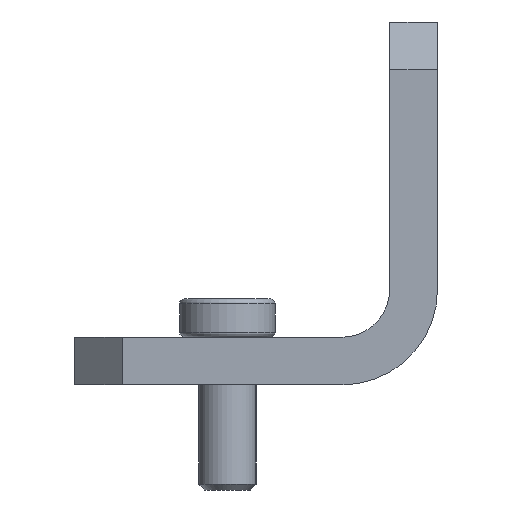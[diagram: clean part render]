
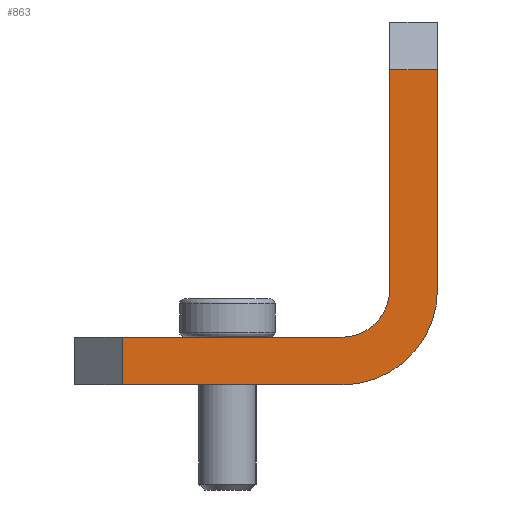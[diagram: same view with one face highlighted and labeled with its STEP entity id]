
A CAD part, left-side view. The second image highlights one B-rep face of the part: STEP entity #863.
In plain terms, the highlighted planar face has unit normal (-1, 0, 0).
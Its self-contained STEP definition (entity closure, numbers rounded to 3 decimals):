
#102=CIRCLE('',#947,5.);
#103=CIRCLE('',#948,10.);
#147=ORIENTED_EDGE('',*,*,#369,.F.);
#148=ORIENTED_EDGE('',*,*,#370,.F.);
#149=ORIENTED_EDGE('',*,*,#371,.T.);
#150=ORIENTED_EDGE('',*,*,#372,.F.);
#151=ORIENTED_EDGE('',*,*,#373,.T.);
#152=ORIENTED_EDGE('',*,*,#374,.F.);
#153=ORIENTED_EDGE('',*,*,#375,.F.);
#154=ORIENTED_EDGE('',*,*,#376,.F.);
#369=EDGE_CURVE('',#480,#481,#552,.T.);
#370=EDGE_CURVE('',#482,#480,#553,.T.);
#371=EDGE_CURVE('',#482,#483,#102,.T.);
#372=EDGE_CURVE('',#484,#483,#554,.T.);
#373=EDGE_CURVE('',#484,#485,#555,.T.);
#374=EDGE_CURVE('',#486,#485,#556,.T.);
#375=EDGE_CURVE('',#487,#486,#103,.T.);
#376=EDGE_CURVE('',#481,#487,#557,.T.);
#480=VERTEX_POINT('',#1346);
#481=VERTEX_POINT('',#1347);
#482=VERTEX_POINT('',#1349);
#483=VERTEX_POINT('',#1351);
#484=VERTEX_POINT('',#1353);
#485=VERTEX_POINT('',#1355);
#486=VERTEX_POINT('',#1357);
#487=VERTEX_POINT('',#1359);
#552=LINE('',#1345,#618);
#553=LINE('',#1348,#619);
#554=LINE('',#1352,#620);
#555=LINE('',#1354,#621);
#556=LINE('',#1356,#622);
#557=LINE('',#1360,#623);
#618=VECTOR('',#1064,1000.);
#619=VECTOR('',#1065,1000.);
#620=VECTOR('',#1068,1000.);
#621=VECTOR('',#1069,1000.);
#622=VECTOR('',#1070,1000.);
#623=VECTOR('',#1073,1000.);
#679=EDGE_LOOP('',(#147,#148,#149,#150,#151,#152,#153,#154));
#755=FACE_BOUND('',#679,.T.);
#832=PLANE('',#946);
#863=ADVANCED_FACE('',(#755),#832,.F.);
#946=AXIS2_PLACEMENT_3D('',#1344,#1062,#1063);
#947=AXIS2_PLACEMENT_3D('',#1350,#1066,#1067);
#948=AXIS2_PLACEMENT_3D('',#1358,#1071,#1072);
#1062=DIRECTION('',(1.,0.,0.));
#1063=DIRECTION('',(0.,0.,-1.));
#1064=DIRECTION('',(0.,-1.,0.));
#1065=DIRECTION('',(0.,0.,1.));
#1066=DIRECTION('',(1.,0.,0.));
#1067=DIRECTION('',(0.,0.,-1.));
#1068=DIRECTION('',(0.,-1.,0.));
#1069=DIRECTION('',(0.,0.,-1.));
#1070=DIRECTION('',(0.,1.,0.));
#1071=DIRECTION('',(1.,0.,0.));
#1072=DIRECTION('',(0.,0.,-1.));
#1073=DIRECTION('',(0.,0.,-1.));
#1344=CARTESIAN_POINT('',(-30.,10.,10.));
#1345=CARTESIAN_POINT('',(-30.,5.,33.));
#1346=CARTESIAN_POINT('',(-30.,5.,33.));
#1347=CARTESIAN_POINT('',(-30.,0.,33.));
#1348=CARTESIAN_POINT('',(-30.,5.,10.));
#1349=CARTESIAN_POINT('',(-30.,5.,10.));
#1350=CARTESIAN_POINT('',(-30.,10.,10.));
#1351=CARTESIAN_POINT('',(-30.,10.,5.));
#1352=CARTESIAN_POINT('',(-30.,38.,5.));
#1353=CARTESIAN_POINT('',(-30.,33.,5.));
#1354=CARTESIAN_POINT('',(-30.,33.,5.));
#1355=CARTESIAN_POINT('',(-30.,33.,0.));
#1356=CARTESIAN_POINT('',(-30.,10.,0.));
#1357=CARTESIAN_POINT('',(-30.,10.,0.));
#1358=CARTESIAN_POINT('',(-30.,10.,10.));
#1359=CARTESIAN_POINT('',(-30.,0.,10.));
#1360=CARTESIAN_POINT('',(-30.,0.,38.));
